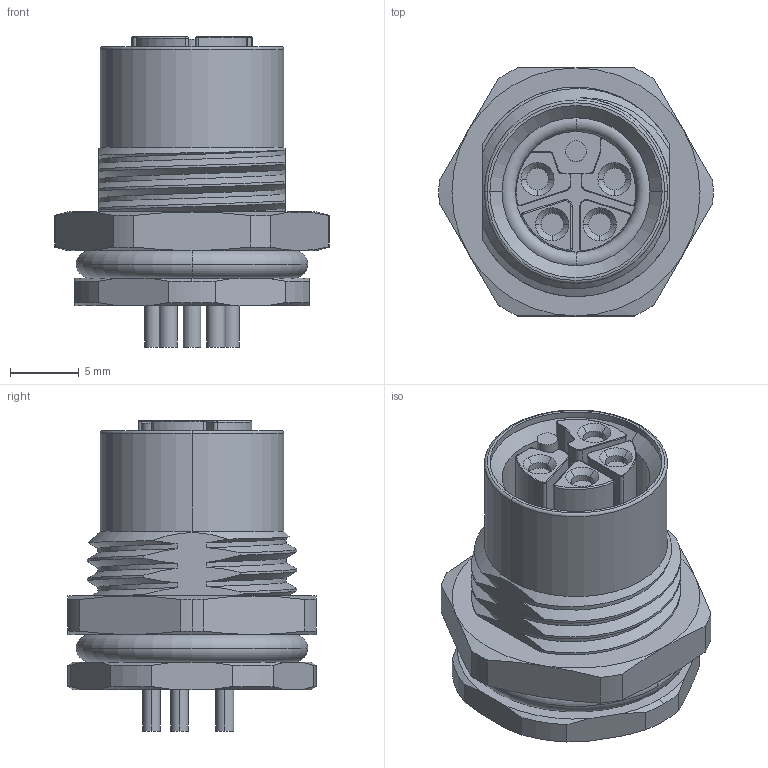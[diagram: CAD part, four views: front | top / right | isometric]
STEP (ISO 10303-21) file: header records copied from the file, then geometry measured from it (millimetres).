
FILE_DESCRIPTION(('STEP AP242'),'1');
FILE_NAME('t4141l12051-000.stp','2025-03-24T17:31:31',('TraceParts'),('TraceParts S.A.'),'Spatial InterOp 3D',' ',' ');
FILE_SCHEMA(('AP242_MANAGED_MODEL_BASED_3D_ENGINEERING_MIM_LF {1 0 10303 442 1 1 4}'));
Length unit declared in the file: millimetre
Products named in the file (1): t4141l12051-000
Bounding box: 19.9 x 18 x 22.5 mm (x, y, z)
Volume: 3124.6 mm3; surface area: 2415.2 mm2
Topology: 1 solids, 1 shells, 234 faces, 585 edges, 366 vertices
Faces by surface type: cylinder 81, cone 48, plane 48, torus 30, bspline 27
Entity records: 10647 total; most frequent: CARTESIAN_POINT 5135, ORIENTED_EDGE 1168, DIRECTION 1153, EDGE_CURVE 584, AXIS2_PLACEMENT_3D 477, VERTEX_POINT 366, CIRCLE 269, EDGE_LOOP 248
